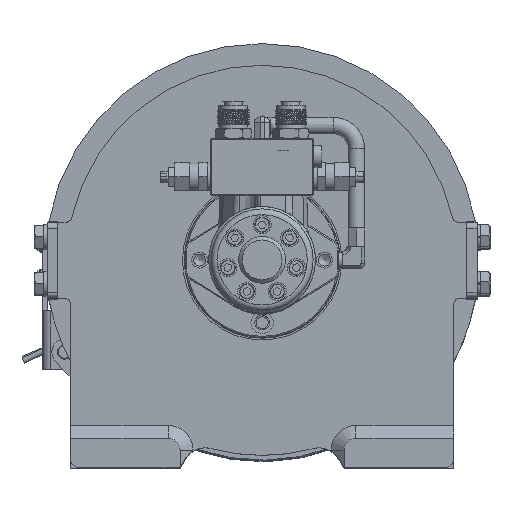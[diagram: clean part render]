
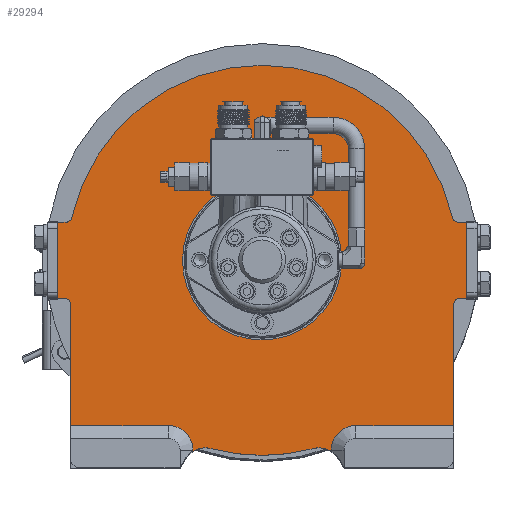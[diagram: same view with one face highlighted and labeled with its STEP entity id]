
A CAD part, top view. The second image highlights one B-rep face of the part: STEP entity #29294.
In plain terms, the highlighted planar face has unit normal (0, 0, 1).
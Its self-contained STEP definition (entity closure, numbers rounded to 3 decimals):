
#807=FACE_BOUND('',#4822,.T.);
#808=FACE_BOUND('',#4823,.T.);
#1547=PLANE('',#32450);
#3019=FACE_OUTER_BOUND('',#4821,.T.);
#4821=EDGE_LOOP('',(#26773,#26774,#26775,#26776,#26777,#26778,#26779,#26780,
#26781,#26782,#26783,#26784,#26785,#26786,#26787,#26788,#26789,#26790,#26791,
#26792,#26793,#26794));
#4822=EDGE_LOOP('',(#26795,#26796));
#4823=EDGE_LOOP('',(#26797,#26798));
#6301=CIRCLE('',#32429,5.);
#6303=CIRCLE('',#32432,166.5);
#6310=CIRCLE('',#32443,20.);
#6311=CIRCLE('',#32448,21.);
#6313=CIRCLE('',#32451,21.);
#6314=CIRCLE('',#32452,5.);
#6315=CIRCLE('',#32453,5.);
#6316=CIRCLE('',#32454,5.);
#6317=CIRCLE('',#32455,166.5);
#6318=CIRCLE('',#32456,20.);
#6319=CIRCLE('',#32457,68.);
#6320=CIRCLE('',#32458,68.);
#6321=CIRCLE('',#32459,5.1);
#6322=CIRCLE('',#32460,5.1);
#9051=LINE('',#79599,#11280);
#9064=LINE('',#79653,#11293);
#9073=LINE('',#79675,#11302);
#9075=LINE('',#79686,#11304);
#9076=LINE('',#79690,#11305);
#9077=LINE('',#79692,#11306);
#9078=LINE('',#79694,#11307);
#9079=LINE('',#79697,#11308);
#9080=LINE('',#79699,#11309);
#9081=LINE('',#79701,#11310);
#9082=LINE('',#79703,#11311);
#9083=LINE('',#79708,#11312);
#11280=VECTOR('',#40260,1000.);
#11293=VECTOR('',#40297,1000.);
#11302=VECTOR('',#40308,1000.);
#11304=VECTOR('',#40320,1000.);
#11305=VECTOR('',#40323,1000.);
#11306=VECTOR('',#40324,1000.);
#11307=VECTOR('',#40325,1000.);
#11308=VECTOR('',#40328,1000.);
#11309=VECTOR('',#40329,1000.);
#11310=VECTOR('',#40330,1000.);
#11311=VECTOR('',#40333,1000.);
#11312=VECTOR('',#40338,1000.);
#14445=VERTEX_POINT('',#79581);
#14447=VERTEX_POINT('',#79585);
#14448=VERTEX_POINT('',#79589);
#14450=VERTEX_POINT('',#79595);
#14452=VERTEX_POINT('',#79598);
#14470=VERTEX_POINT('',#79646);
#14471=VERTEX_POINT('',#79648);
#14472=VERTEX_POINT('',#79652);
#14474=VERTEX_POINT('',#79658);
#14481=VERTEX_POINT('',#79673);
#14482=VERTEX_POINT('',#79677);
#14484=VERTEX_POINT('',#79683);
#14485=VERTEX_POINT('',#79685);
#14486=VERTEX_POINT('',#79687);
#14487=VERTEX_POINT('',#79689);
#14488=VERTEX_POINT('',#79691);
#14489=VERTEX_POINT('',#79693);
#14490=VERTEX_POINT('',#79696);
#14491=VERTEX_POINT('',#79698);
#14492=VERTEX_POINT('',#79700);
#14493=VERTEX_POINT('',#79704);
#14494=VERTEX_POINT('',#79706);
#14495=VERTEX_POINT('',#79709);
#14496=VERTEX_POINT('',#79710);
#14497=VERTEX_POINT('',#79713);
#14498=VERTEX_POINT('',#79714);
#18935=EDGE_CURVE('',#14445,#14447,#6301,.T.);
#18938=EDGE_CURVE('',#14448,#14445,#6303,.T.);
#18940=EDGE_CURVE('',#14452,#14450,#9051,.T.);
#18961=EDGE_CURVE('',#14471,#14470,#6310,.T.);
#18963=EDGE_CURVE('',#14472,#14471,#9064,.T.);
#18973=EDGE_CURVE('',#14474,#14481,#9073,.T.);
#18974=EDGE_CURVE('',#14482,#14472,#6311,.T.);
#18977=EDGE_CURVE('',#14484,#14452,#6313,.T.);
#18978=EDGE_CURVE('',#14485,#14450,#9075,.T.);
#18979=EDGE_CURVE('',#14485,#14486,#6314,.T.);
#18980=EDGE_CURVE('',#14487,#14486,#9076,.T.);
#18981=EDGE_CURVE('',#14488,#14487,#9077,.T.);
#18982=EDGE_CURVE('',#14488,#14489,#9078,.T.);
#18983=EDGE_CURVE('',#14489,#14448,#6315,.T.);
#18984=EDGE_CURVE('',#14490,#14447,#9079,.T.);
#18985=EDGE_CURVE('',#14490,#14491,#9080,.T.);
#18986=EDGE_CURVE('',#14491,#14492,#9081,.T.);
#18987=EDGE_CURVE('',#14492,#14474,#6316,.T.);
#18988=EDGE_CURVE('',#14481,#14482,#9082,.T.);
#18989=EDGE_CURVE('',#14470,#14493,#6317,.T.);
#18990=EDGE_CURVE('',#14493,#14494,#6318,.T.);
#18991=EDGE_CURVE('',#14494,#14484,#9083,.T.);
#18992=EDGE_CURVE('',#14495,#14496,#6319,.T.);
#18993=EDGE_CURVE('',#14496,#14495,#6320,.T.);
#18994=EDGE_CURVE('',#14497,#14498,#6321,.T.);
#18995=EDGE_CURVE('',#14498,#14497,#6322,.T.);
#26773=ORIENTED_EDGE('',*,*,#18977,.T.);
#26774=ORIENTED_EDGE('',*,*,#18940,.T.);
#26775=ORIENTED_EDGE('',*,*,#18978,.F.);
#26776=ORIENTED_EDGE('',*,*,#18979,.T.);
#26777=ORIENTED_EDGE('',*,*,#18980,.F.);
#26778=ORIENTED_EDGE('',*,*,#18981,.F.);
#26779=ORIENTED_EDGE('',*,*,#18982,.T.);
#26780=ORIENTED_EDGE('',*,*,#18983,.T.);
#26781=ORIENTED_EDGE('',*,*,#18938,.T.);
#26782=ORIENTED_EDGE('',*,*,#18935,.T.);
#26783=ORIENTED_EDGE('',*,*,#18984,.F.);
#26784=ORIENTED_EDGE('',*,*,#18985,.T.);
#26785=ORIENTED_EDGE('',*,*,#18986,.T.);
#26786=ORIENTED_EDGE('',*,*,#18987,.T.);
#26787=ORIENTED_EDGE('',*,*,#18973,.T.);
#26788=ORIENTED_EDGE('',*,*,#18988,.T.);
#26789=ORIENTED_EDGE('',*,*,#18974,.T.);
#26790=ORIENTED_EDGE('',*,*,#18963,.T.);
#26791=ORIENTED_EDGE('',*,*,#18961,.T.);
#26792=ORIENTED_EDGE('',*,*,#18989,.T.);
#26793=ORIENTED_EDGE('',*,*,#18990,.T.);
#26794=ORIENTED_EDGE('',*,*,#18991,.T.);
#26795=ORIENTED_EDGE('',*,*,#18992,.F.);
#26796=ORIENTED_EDGE('',*,*,#18993,.F.);
#26797=ORIENTED_EDGE('',*,*,#18994,.F.);
#26798=ORIENTED_EDGE('',*,*,#18995,.F.);
#29294=ADVANCED_FACE('',(#3019,#807,#808),#1547,.T.);
#32429=AXIS2_PLACEMENT_3D('',#79587,#40248,#40249);
#32432=AXIS2_PLACEMENT_3D('',#79593,#40255,#40256);
#32443=AXIS2_PLACEMENT_3D('',#79649,#40291,#40292);
#32448=AXIS2_PLACEMENT_3D('',#79678,#40311,#40312);
#32450=AXIS2_PLACEMENT_3D('',#79682,#40316,#40317);
#32451=AXIS2_PLACEMENT_3D('',#79684,#40318,#40319);
#32452=AXIS2_PLACEMENT_3D('',#79688,#40321,#40322);
#32453=AXIS2_PLACEMENT_3D('',#79695,#40326,#40327);
#32454=AXIS2_PLACEMENT_3D('',#79702,#40331,#40332);
#32455=AXIS2_PLACEMENT_3D('',#79705,#40334,#40335);
#32456=AXIS2_PLACEMENT_3D('',#79707,#40336,#40337);
#32457=AXIS2_PLACEMENT_3D('',#79711,#40339,#40340);
#32458=AXIS2_PLACEMENT_3D('',#79712,#40341,#40342);
#32459=AXIS2_PLACEMENT_3D('',#79715,#40343,#40344);
#32460=AXIS2_PLACEMENT_3D('',#79716,#40345,#40346);
#40248=DIRECTION('center_axis',(0.,0.,-1.));
#40249=DIRECTION('ref_axis',(1.,0.,0.));
#40255=DIRECTION('center_axis',(0.,0.,1.));
#40256=DIRECTION('ref_axis',(1.,0.,0.));
#40260=DIRECTION('',(1.,0.,0.));
#40291=DIRECTION('center_axis',(0.,0.,-1.));
#40292=DIRECTION('ref_axis',(1.,0.,0.));
#40297=DIRECTION('',(0.,-1.,0.));
#40308=DIRECTION('',(0.,-1.,0.));
#40311=DIRECTION('center_axis',(0.,0.,-1.));
#40312=DIRECTION('ref_axis',(1.,0.,0.));
#40316=DIRECTION('center_axis',(0.,0.,1.));
#40317=DIRECTION('ref_axis',(1.,0.,0.));
#40318=DIRECTION('center_axis',(0.,0.,-1.));
#40319=DIRECTION('ref_axis',(1.,0.,0.));
#40320=DIRECTION('',(0.,-1.,0.));
#40321=DIRECTION('center_axis',(0.,0.,-1.));
#40322=DIRECTION('ref_axis',(1.,0.,0.));
#40323=DIRECTION('',(-1.,0.,0.));
#40324=DIRECTION('',(0.,-1.,0.));
#40325=DIRECTION('',(-1.,0.,0.));
#40326=DIRECTION('center_axis',(0.,0.,-1.));
#40327=DIRECTION('ref_axis',(1.,0.,0.));
#40328=DIRECTION('',(1.,0.,0.));
#40329=DIRECTION('',(0.,-1.,0.));
#40330=DIRECTION('',(1.,0.,0.));
#40331=DIRECTION('center_axis',(0.,0.,-1.));
#40332=DIRECTION('ref_axis',(1.,0.,0.));
#40333=DIRECTION('',(1.,0.,0.));
#40334=DIRECTION('center_axis',(0.,0.,1.));
#40335=DIRECTION('ref_axis',(1.,0.,0.));
#40336=DIRECTION('center_axis',(0.,0.,-1.));
#40337=DIRECTION('ref_axis',(1.,0.,0.));
#40338=DIRECTION('',(0.,1.,0.));
#40339=DIRECTION('center_axis',(0.,0.,1.));
#40340=DIRECTION('ref_axis',(1.,0.,0.));
#40341=DIRECTION('center_axis',(0.,0.,1.));
#40342=DIRECTION('ref_axis',(1.,0.,0.));
#40343=DIRECTION('center_axis',(0.,0.,1.));
#40344=DIRECTION('ref_axis',(1.,0.,0.));
#40345=DIRECTION('center_axis',(0.,0.,1.));
#40346=DIRECTION('ref_axis',(1.,0.,0.));
#79581=CARTESIAN_POINT('',(-162.471,36.407,32.));
#79585=CARTESIAN_POINT('',(-167.35,32.5,32.));
#79587=CARTESIAN_POINT('Origin',(-167.35,37.5,32.));
#79589=CARTESIAN_POINT('',(162.471,36.407,32.));
#79593=CARTESIAN_POINT('Origin',(0.,0.,32.));
#79595=CARTESIAN_POINT('',(163.5,-141.,32.));
#79598=CARTESIAN_POINT('',(80.,-141.,32.));
#79599=CARTESIAN_POINT('',(0.,-141.,32.));
#79646=CARTESIAN_POINT('',(-43.443,-160.733,32.));
#79648=CARTESIAN_POINT('',(-59.,-162.92,32.));
#79649=CARTESIAN_POINT('Origin',(-48.661,-180.04,32.));
#79652=CARTESIAN_POINT('',(-59.,-162.,32.));
#79653=CARTESIAN_POINT('',(-59.,-386.278,32.));
#79658=CARTESIAN_POINT('',(-163.5,-37.5,32.));
#79673=CARTESIAN_POINT('',(-163.5,-141.,32.));
#79675=CARTESIAN_POINT('',(-163.5,-386.278,32.));
#79677=CARTESIAN_POINT('',(-80.,-141.,32.));
#79678=CARTESIAN_POINT('Origin',(-80.,-162.,32.));
#79682=CARTESIAN_POINT('Origin',(0.,-386.278,
32.));
#79683=CARTESIAN_POINT('',(59.,-162.,32.));
#79684=CARTESIAN_POINT('Origin',(80.,-162.,32.));
#79685=CARTESIAN_POINT('',(163.5,-37.5,32.));
#79686=CARTESIAN_POINT('',(163.5,-386.278,32.));
#79687=CARTESIAN_POINT('',(168.5,-32.5,32.));
#79688=CARTESIAN_POINT('Origin',(168.5,-37.5,32.));
#79689=CARTESIAN_POINT('',(174.5,-32.5,32.));
#79690=CARTESIAN_POINT('',(0.,-32.5,32.));
#79691=CARTESIAN_POINT('',(174.5,32.5,32.));
#79692=CARTESIAN_POINT('',(174.5,-386.278,32.));
#79693=CARTESIAN_POINT('',(167.35,32.5,32.));
#79694=CARTESIAN_POINT('',(0.,32.5,32.));
#79695=CARTESIAN_POINT('Origin',(167.35,37.5,32.));
#79696=CARTESIAN_POINT('',(-174.5,32.5,32.));
#79697=CARTESIAN_POINT('',(0.,32.5,32.));
#79698=CARTESIAN_POINT('',(-174.5,-32.5,32.));
#79699=CARTESIAN_POINT('',(-174.5,-386.278,32.));
#79700=CARTESIAN_POINT('',(-168.5,-32.5,32.));
#79701=CARTESIAN_POINT('',(0.,-32.5,32.));
#79702=CARTESIAN_POINT('Origin',(-168.5,-37.5,32.));
#79703=CARTESIAN_POINT('',(0.,-141.,32.));
#79704=CARTESIAN_POINT('',(43.443,-160.733,32.));
#79705=CARTESIAN_POINT('Origin',(0.,0.,32.));
#79706=CARTESIAN_POINT('',(59.,-162.92,32.));
#79707=CARTESIAN_POINT('Origin',(48.661,-180.04,32.));
#79708=CARTESIAN_POINT('',(59.,-386.278,32.));
#79709=CARTESIAN_POINT('',(68.,0.,32.));
#79710=CARTESIAN_POINT('',(-68.,0.,32.));
#79711=CARTESIAN_POINT('Origin',(0.,0.,32.));
#79712=CARTESIAN_POINT('Origin',(0.,0.,32.));
#79713=CARTESIAN_POINT('',(70.1,112.583,32.));
#79714=CARTESIAN_POINT('',(59.9,112.583,32.));
#79715=CARTESIAN_POINT('Origin',(65.,112.583,32.));
#79716=CARTESIAN_POINT('Origin',(65.,112.583,32.));
